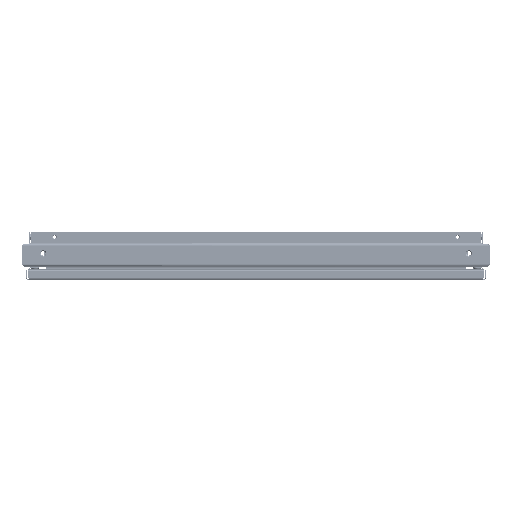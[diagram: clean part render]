
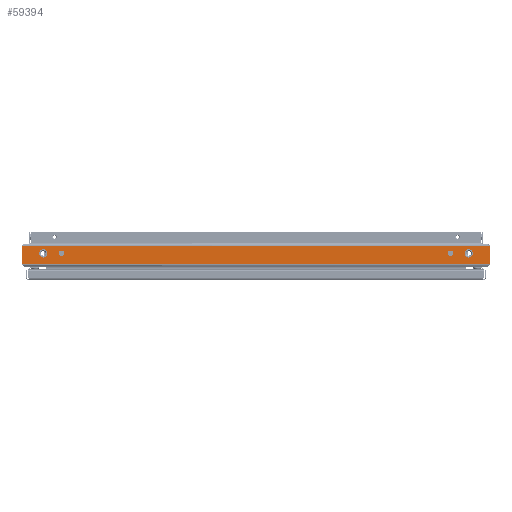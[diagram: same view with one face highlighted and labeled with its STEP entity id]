
A CAD part, front view. The second image highlights one B-rep face of the part: STEP entity #59394.
In plain terms, the highlighted face is planar.
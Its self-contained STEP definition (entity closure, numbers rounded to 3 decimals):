
#373 = CARTESIAN_POINT ( 'NONE',  ( -450., 18., 0. ) ) ;
#1265 = LINE ( 'NONE', #60728, #20025 ) ;
#5900 = ORIENTED_EDGE ( 'NONE', *, *, #68427, .T. ) ;
#6686 = EDGE_CURVE ( 'NONE', #57252, #46943, #31214, .T. ) ;
#7513 = CARTESIAN_POINT ( 'NONE',  ( -369., -3.319, 0. ) ) ;
#8071 = VERTEX_POINT ( 'NONE', #19829 ) ;
#8810 = EDGE_LOOP ( 'NONE', ( #90931, #62582, #93813, #11936, #16032, #79193, #75348, #85734 ) ) ;
#9697 = CARTESIAN_POINT ( 'NONE',  ( 409.5, -3.319, 0. ) ) ;
#9901 = DIRECTION ( 'NONE',  ( 1., 0., 0. ) ) ;
#10013 = DIRECTION ( 'NONE',  ( 0., 0., 1. ) ) ;
#10461 = DIRECTION ( 'NONE',  ( -1., 0., 0. ) ) ;
#11936 = ORIENTED_EDGE ( 'NONE', *, *, #59912, .T. ) ;
#12559 = DIRECTION ( 'NONE',  ( 0., 0., -1. ) ) ;
#13269 = CARTESIAN_POINT ( 'NONE',  ( -450., -22., 0. ) ) ;
#14283 = CARTESIAN_POINT ( 'NONE',  ( 448., 18., 0. ) ) ;
#14413 = AXIS2_PLACEMENT_3D ( 'NONE', #75337, #10013, #76803 ) ;
#15062 = VERTEX_POINT ( 'NONE', #65978 ) ;
#15735 = DIRECTION ( 'NONE',  ( -1., 0., 0. ) ) ;
#15788 = DIRECTION ( 'NONE',  ( -1., 0., 0. ) ) ;
#16032 = ORIENTED_EDGE ( 'NONE', *, *, #66661, .T. ) ;
#16806 = EDGE_CURVE ( 'NONE', #47046, #84425, #66359, .T. ) ;
#18248 = AXIS2_PLACEMENT_3D ( 'NONE', #70244, #48141, #79542 ) ;
#19460 = AXIS2_PLACEMENT_3D ( 'NONE', #71034, #12559, #57751 ) ;
#19829 = CARTESIAN_POINT ( 'NONE',  ( 450., -18., 0. ) ) ;
#20025 = VECTOR ( 'NONE', #69537, 1000. ) ;
#20204 = AXIS2_PLACEMENT_3D ( 'NONE', #23147, #89473, #22169 ) ;
#20671 = EDGE_CURVE ( 'NONE', #70753, #53521, #78510, .T. ) ;
#21423 = CARTESIAN_POINT ( 'NONE',  ( -374.5, -3.319, 0. ) ) ;
#21700 = VERTEX_POINT ( 'NONE', #61328 ) ;
#22169 = DIRECTION ( 'NONE',  ( 1., 0., 0. ) ) ;
#22245 = EDGE_CURVE ( 'NONE', #46943, #57252, #85040, .T. ) ;
#22994 = DIRECTION ( 'NONE',  ( 0., 0., -1. ) ) ;
#23147 = CARTESIAN_POINT ( 'NONE',  ( -409.5, -3.319, 0. ) ) ;
#24677 = LINE ( 'NONE', #62019, #37704 ) ;
#24813 = CARTESIAN_POINT ( 'NONE',  ( 417.5, -3.319, 0. ) ) ;
#24857 = EDGE_CURVE ( 'NONE', #53521, #70753, #34531, .T. ) ;
#25112 = LINE ( 'NONE', #54088, #46423 ) ;
#25157 = DIRECTION ( 'NONE',  ( 0., 0., -1. ) ) ;
#26093 = CARTESIAN_POINT ( 'NONE',  ( -450., -18., 0. ) ) ;
#27130 = VERTEX_POINT ( 'NONE', #61050 ) ;
#28046 = CARTESIAN_POINT ( 'NONE',  ( -380., -3.319, 0. ) ) ;
#28190 = CIRCLE ( 'NONE', #39209, 8. ) ;
#28309 = AXIS2_PLACEMENT_3D ( 'NONE', #21423, #88714, #66611 ) ;
#29067 = VERTEX_POINT ( 'NONE', #82293 ) ;
#29244 = VERTEX_POINT ( 'NONE', #24813 ) ;
#31214 = CIRCLE ( 'NONE', #20204, 8. ) ;
#31599 = FACE_BOUND ( 'NONE', #75068, .T. ) ;
#31683 = CARTESIAN_POINT ( 'NONE',  ( -447.935, -18., 0. ) ) ;
#32501 = LINE ( 'NONE', #26093, #62077 ) ;
#32602 = ORIENTED_EDGE ( 'NONE', *, *, #71483, .T. ) ;
#33877 = VERTEX_POINT ( 'NONE', #14283 ) ;
#33951 = CARTESIAN_POINT ( 'NONE',  ( 409.5, -3.319, 0. ) ) ;
#34202 = CARTESIAN_POINT ( 'NONE',  ( -401.5, -3.319, 0. ) ) ;
#34531 = CIRCLE ( 'NONE', #53316, 5.5 ) ;
#34905 = LINE ( 'NONE', #13269, #84404 ) ;
#36493 = DIRECTION ( 'NONE',  ( 0., 1., 0. ) ) ;
#37704 = VECTOR ( 'NONE', #69355, 1000. ) ;
#38440 = LINE ( 'NONE', #73794, #91193 ) ;
#39209 = AXIS2_PLACEMENT_3D ( 'NONE', #9697, #22994, #39674 ) ;
#39454 = FACE_BOUND ( 'NONE', #75937, .T. ) ;
#39674 = DIRECTION ( 'NONE',  ( -1., 0., 0. ) ) ;
#45350 = EDGE_CURVE ( 'NONE', #29067, #57467, #32501, .T. ) ;
#46423 = VECTOR ( 'NONE', #15788, 1000. ) ;
#46943 = VERTEX_POINT ( 'NONE', #91917 ) ;
#47046 = VERTEX_POINT ( 'NONE', #58454 ) ;
#47294 = FACE_BOUND ( 'NONE', #72073, .T. ) ;
#48141 = DIRECTION ( 'NONE',  ( 0., 0., -1. ) ) ;
#48385 = EDGE_CURVE ( 'NONE', #84425, #29067, #34905, .T. ) ;
#50536 = EDGE_CURVE ( 'NONE', #29244, #21700, #95696, .T. ) ;
#53316 = AXIS2_PLACEMENT_3D ( 'NONE', #67621, #66183, #81865 ) ;
#53521 = VERTEX_POINT ( 'NONE', #7513 ) ;
#54088 = CARTESIAN_POINT ( 'NONE',  ( 450., 18., 0. ) ) ;
#54192 = FACE_BOUND ( 'NONE', #67281, .T. ) ;
#54679 = FACE_OUTER_BOUND ( 'NONE', #8810, .T. ) ;
#57252 = VERTEX_POINT ( 'NONE', #34202 ) ;
#57467 = VERTEX_POINT ( 'NONE', #31683 ) ;
#57751 = DIRECTION ( 'NONE',  ( -1., 0., 0. ) ) ;
#58454 = CARTESIAN_POINT ( 'NONE',  ( -448., 18., 0. ) ) ;
#58699 = VERTEX_POINT ( 'NONE', #85217 ) ;
#59394 = ADVANCED_FACE ( 'NONE', ( #47294, #54192, #31599, #39454, #54679 ), #69410, .F. ) ;
#59912 = EDGE_CURVE ( 'NONE', #8071, #15062, #38440, .T. ) ;
#60728 = CARTESIAN_POINT ( 'NONE',  ( -450., -18., 0. ) ) ;
#60981 = ORIENTED_EDGE ( 'NONE', *, *, #24857, .F. ) ;
#61050 = CARTESIAN_POINT ( 'NONE',  ( 380., -3.319, 0. ) ) ;
#61328 = CARTESIAN_POINT ( 'NONE',  ( 401.5, -3.319, 0. ) ) ;
#62019 = CARTESIAN_POINT ( 'NONE',  ( 450., 18., 0. ) ) ;
#62077 = VECTOR ( 'NONE', #9901, 1000. ) ;
#62582 = ORIENTED_EDGE ( 'NONE', *, *, #88988, .T. ) ;
#62752 = VECTOR ( 'NONE', #74239, 1000. ) ;
#62835 = ORIENTED_EDGE ( 'NONE', *, *, #50536, .T. ) ;
#62955 = AXIS2_PLACEMENT_3D ( 'NONE', #83168, #69900, #10461 ) ;
#65978 = CARTESIAN_POINT ( 'NONE',  ( 450., 18., 0. ) ) ;
#66183 = DIRECTION ( 'NONE',  ( 0., 0., 1. ) ) ;
#66359 = LINE ( 'NONE', #74658, #71729 ) ;
#66611 = DIRECTION ( 'NONE',  ( 1., 0., 0. ) ) ;
#66661 = EDGE_CURVE ( 'NONE', #15062, #33877, #25112, .T. ) ;
#67281 = EDGE_LOOP ( 'NONE', ( #5900, #84303 ) ) ;
#67621 = CARTESIAN_POINT ( 'NONE',  ( -374.5, -3.319, 0. ) ) ;
#68427 = EDGE_CURVE ( 'NONE', #27130, #58699, #73118, .T. ) ;
#69355 = DIRECTION ( 'NONE',  ( -1., 0., 0. ) ) ;
#69410 = PLANE ( 'NONE',  #62955 ) ;
#69537 = DIRECTION ( 'NONE',  ( 1., 0., 0. ) ) ;
#69900 = DIRECTION ( 'NONE',  ( 0., 0., -1. ) ) ;
#70244 = CARTESIAN_POINT ( 'NONE',  ( 374.5, -3.319, 0. ) ) ;
#70753 = VERTEX_POINT ( 'NONE', #28046 ) ;
#71006 = CARTESIAN_POINT ( 'NONE',  ( 447.935, -18., 0. ) ) ;
#71034 = CARTESIAN_POINT ( 'NONE',  ( 374.5, -3.319, 0. ) ) ;
#71483 = EDGE_CURVE ( 'NONE', #21700, #29244, #28190, .T. ) ;
#71729 = VECTOR ( 'NONE', #15735, 1000. ) ;
#72073 = EDGE_LOOP ( 'NONE', ( #62835, #32602 ) ) ;
#72796 = ORIENTED_EDGE ( 'NONE', *, *, #20671, .F. ) ;
#72803 = LINE ( 'NONE', #94926, #62752 ) ;
#73118 = CIRCLE ( 'NONE', #18248, 5.5 ) ;
#73794 = CARTESIAN_POINT ( 'NONE',  ( 450., -22., 0. ) ) ;
#74239 = DIRECTION ( 'NONE',  ( 1., 0., 0. ) ) ;
#74658 = CARTESIAN_POINT ( 'NONE',  ( 450., 18., 0. ) ) ;
#75068 = EDGE_LOOP ( 'NONE', ( #82469, #82827 ) ) ;
#75337 = CARTESIAN_POINT ( 'NONE',  ( -409.5, -3.319, 0. ) ) ;
#75348 = ORIENTED_EDGE ( 'NONE', *, *, #16806, .T. ) ;
#75937 = EDGE_LOOP ( 'NONE', ( #60981, #72796 ) ) ;
#76803 = DIRECTION ( 'NONE',  ( 1., 0., 0. ) ) ;
#77678 = DIRECTION ( 'NONE',  ( -1., 0., 0. ) ) ;
#77914 = EDGE_CURVE ( 'NONE', #58699, #27130, #91634, .T. ) ;
#78510 = CIRCLE ( 'NONE', #28309, 5.5 ) ;
#79193 = ORIENTED_EDGE ( 'NONE', *, *, #91716, .T. ) ;
#79542 = DIRECTION ( 'NONE',  ( -1., 0., 0. ) ) ;
#81865 = DIRECTION ( 'NONE',  ( 1., 0., 0. ) ) ;
#82293 = CARTESIAN_POINT ( 'NONE',  ( -450., -18., 0. ) ) ;
#82469 = ORIENTED_EDGE ( 'NONE', *, *, #6686, .F. ) ;
#82827 = ORIENTED_EDGE ( 'NONE', *, *, #22245, .F. ) ;
#83139 = AXIS2_PLACEMENT_3D ( 'NONE', #33951, #25157, #77678 ) ;
#83168 = CARTESIAN_POINT ( 'NONE',  ( 0., 0., 0. ) ) ;
#84303 = ORIENTED_EDGE ( 'NONE', *, *, #77914, .T. ) ;
#84404 = VECTOR ( 'NONE', #88909, 1000. ) ;
#84425 = VERTEX_POINT ( 'NONE', #373 ) ;
#85040 = CIRCLE ( 'NONE', #14413, 8. ) ;
#85217 = CARTESIAN_POINT ( 'NONE',  ( 369., -3.319, 0. ) ) ;
#85734 = ORIENTED_EDGE ( 'NONE', *, *, #48385, .T. ) ;
#87246 = EDGE_CURVE ( 'NONE', #90727, #8071, #1265, .T. ) ;
#88714 = DIRECTION ( 'NONE',  ( 0., 0., 1. ) ) ;
#88909 = DIRECTION ( 'NONE',  ( 0., -1., 0. ) ) ;
#88988 = EDGE_CURVE ( 'NONE', #57467, #90727, #72803, .T. ) ;
#89473 = DIRECTION ( 'NONE',  ( 0., 0., 1. ) ) ;
#90727 = VERTEX_POINT ( 'NONE', #71006 ) ;
#90931 = ORIENTED_EDGE ( 'NONE', *, *, #45350, .T. ) ;
#91193 = VECTOR ( 'NONE', #36493, 1000. ) ;
#91634 = CIRCLE ( 'NONE', #19460, 5.5 ) ;
#91716 = EDGE_CURVE ( 'NONE', #33877, #47046, #24677, .T. ) ;
#91917 = CARTESIAN_POINT ( 'NONE',  ( -417.5, -3.319, 0. ) ) ;
#93813 = ORIENTED_EDGE ( 'NONE', *, *, #87246, .T. ) ;
#94926 = CARTESIAN_POINT ( 'NONE',  ( -450., -18., 0. ) ) ;
#95696 = CIRCLE ( 'NONE', #83139, 8. ) ;
